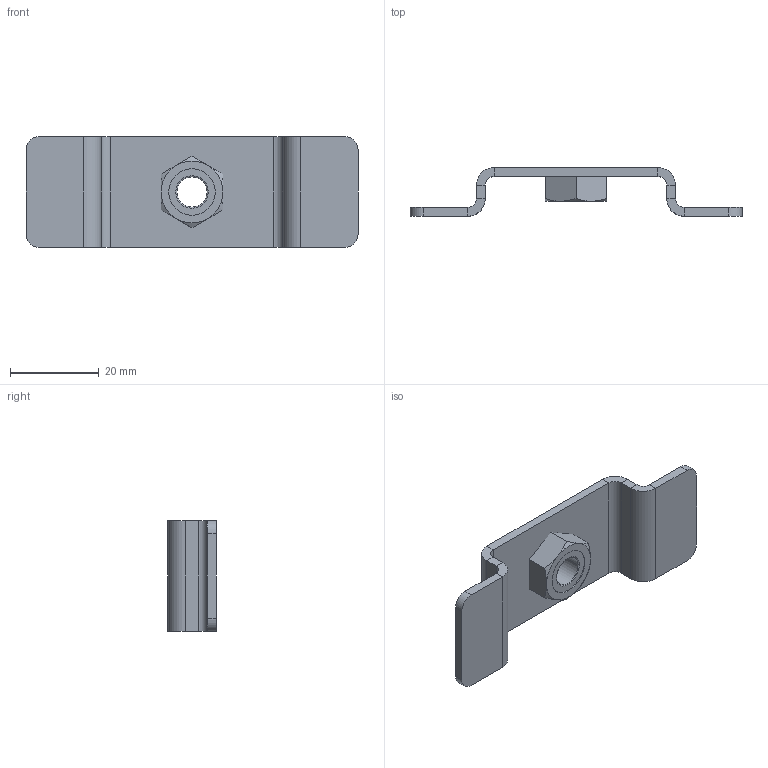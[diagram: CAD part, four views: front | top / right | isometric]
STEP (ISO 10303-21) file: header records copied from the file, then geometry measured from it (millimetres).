
FILE_DESCRIPTION (( 'STEP AP214' ), '1' );
FILE_NAME ('WeldBracketAndNut.STEP', '2021-11-07T21:30:25', ( '' ), ( '' ), 'SwSTEP 2.0', 'SolidWorks 2020', '' );
FILE_SCHEMA (( 'AUTOMOTIVE_DESIGN' ));
Length unit declared in the file: millimetre
Products named in the file (3): PowderCanister_v3_WeldBracket_DefaultSM-FLAT-PATTERN; WeldBracketAndNut; weld nut 01_din_DIN 929-M8-N
Assembly tree (2 placements, depth 2):
  WeldBracketAndNut
    PowderCanister_v3_WeldBracket_DefaultSM-FLAT-PATTERN
    weld nut 01_din_DIN 929-M8-N
Bounding box: 75 x 11 x 25 mm (x, y, z)
Volume: 4982.9 mm3; surface area: 5414.6 mm2
Topology: 2 solids, 2 shells, 78 faces, 172 edges, 100 vertices
Faces by surface type: plane 46, cylinder 22, cone 10
Entity records: 2258 total; most frequent: CARTESIAN_POINT 423, DIRECTION 378, ORIENTED_EDGE 344, EDGE_CURVE 172, AXIS2_PLACEMENT_3D 135, LINE 108, VECTOR 108, VERTEX_POINT 100
